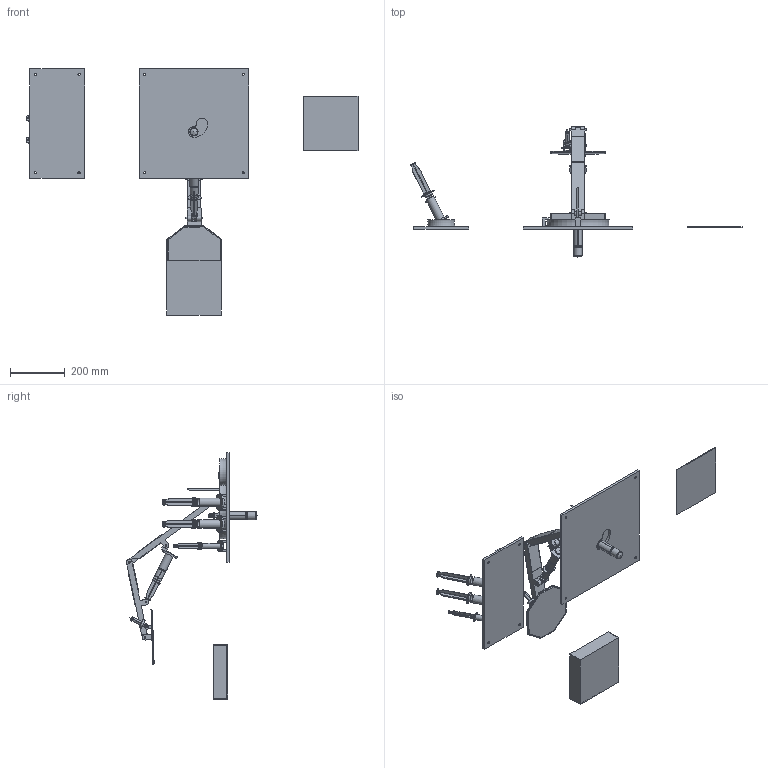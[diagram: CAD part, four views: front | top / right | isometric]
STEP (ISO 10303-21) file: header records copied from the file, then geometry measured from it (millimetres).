
FILE_DESCRIPTION(/* description */ (''),/* implementation_level */ '2;1');
FILE_NAME(/* name */ 'FInal Assembly.step',/* time_stamp */ '2025-06-15T15:04:31+10:00',/* author */ (''),/* organization */ (''),/* preprocessor_version */ 'ST-DEVELOPER v20.1',/* originating_system */ 'Autodesk Translation Framework v14.10.0.0',/* authorisation */ '');
FILE_SCHEMA (('AUTOMOTIVE_DESIGN { 1 0 10303 214 3 1 1 }'));
Length unit declared in the file: millimetre
Products named in the file (34): FInal Assembly; Base Plate; Control Panel; Drop-Off Zone; Pick-Up Zone; Driven Pulley; Drive Pulley; Syringe Stability; Role Cage; Role Cage Axle; Roll Cage Axle Cap; Roller; Base Arm; Base Axle; Extension Arm 1; Extension Axle; Sticky Pad; Sticky Axle; Extension Syringe Pivot; Extension Scaffold Pivot; Extension Scaffold Axle; Extension Syringe Axle; Sticky Angle Axle; Sticky Angle Axle (1); Sticky Syringe Scaffold; Small Syringe; Small Syringe Plunger; Extension Scaffold; Big Syringe; Big Syringe Plunger; Medium Syringe; Medium Syringe Plunger; Medium Syringe Scaffold; Gel Pad
Assembly tree (42 placements, depth 2):
  FInal Assembly
    Base Plate
    Control Panel
    Drop-Off Zone
    Pick-Up Zone
    Driven Pulley
    Drive Pulley
    Big Syringe  x4
    Syringe Stability
    Big Syringe Plunger  x4
    Role Cage
    Role Cage Axle
    Roll Cage Axle Cap  x2
    Roller
    Base Arm
    Base Axle
    Extension Arm 1
    Extension Axle
    Sticky Pad
    Sticky Axle
    Extension Syringe Pivot
    Extension Scaffold  x3
    Extension Scaffold Pivot
    Extension Scaffold Axle
    Extension Syringe Axle
    Sticky Angle Axle
    Sticky Angle Axle (1)
    Sticky Syringe Scaffold
    Small Syringe
    Small Syringe Plunger
    Medium Syringe
    Medium Syringe Plunger
    Medium Syringe Scaffold
    Gel Pad
Bounding box: 1214.07 x 478.32 x 900 mm (x, y, z)
Volume: 4903760.6 mm3; surface area: 1375110.3 mm2
Topology: 46 solids, 46 shells, 646 faces, 1515 edges, 1006 vertices
Faces by surface type: plane 423, cylinder 155, bspline 48, cone 12, torus 8
Full cylindrical faces by diameter (mm): 1.5 x1, 2 x4, 2.5 x1, 3 x3, 5.5 x4, 6 x22, 6.5 x2, 8 x9, 9 x2, 10 x3, 11 x1, 12 x1, 13 x4, 15 x2, 16 x2, 18 x3, 20 x2, 22 x4, 26 x4, 28 x17, 30 x13, 40 x1, 60 x3, 200 x1
Entity records: 15977 total; most frequent: CARTESIAN_POINT 3377, DIRECTION 2413, ORIENTED_EDGE 2308, EDGE_CURVE 1154, LINE 825, VECTOR 825, AXIS2_PLACEMENT_3D 794, VERTEX_POINT 766
